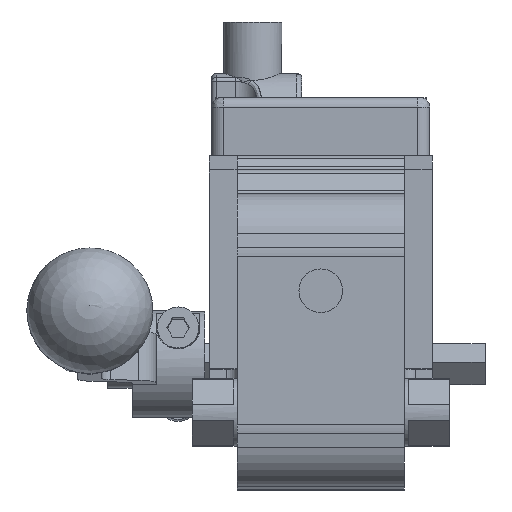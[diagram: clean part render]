
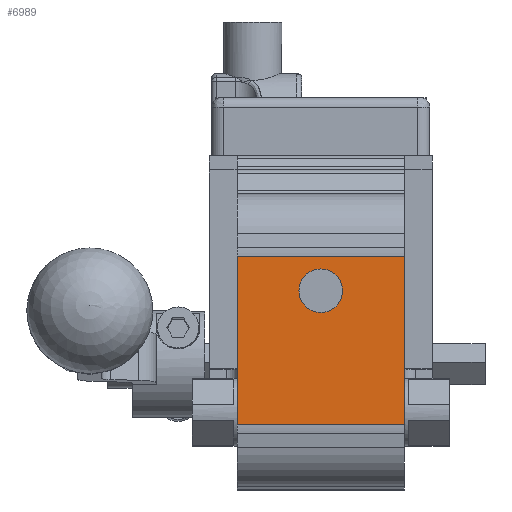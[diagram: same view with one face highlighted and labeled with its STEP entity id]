
A CAD part, top view. The second image highlights one B-rep face of the part: STEP entity #6989.
In plain terms, the highlighted planar face has unit normal (0, 0, 1).
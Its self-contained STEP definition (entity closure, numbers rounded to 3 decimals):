
#105=LINE('',#10215,#722);
#147=LINE('',#10335,#764);
#383=LINE('',#11162,#1000);
#384=LINE('',#11164,#1001);
#722=VECTOR('',#8058,34.829);
#764=VECTOR('',#8152,34.829);
#1000=VECTOR('',#9056,34.5);
#1001=VECTOR('',#9059,34.5);
#1429=PLANE('',#7607);
#1784=FACE_BOUND('',#2575,.T.);
#1785=FACE_BOUND('',#2576,.T.);
#2575=EDGE_LOOP('',(#5691));
#2576=EDGE_LOOP('',(#5692,#5693,#5694,#5695));
#2899=CIRCLE('',#7304,4.5);
#3210=VERTEX_POINT('',#10212);
#3211=VERTEX_POINT('',#10214);
#3262=VERTEX_POINT('',#10332);
#3263=VERTEX_POINT('',#10334);
#3302=VERTEX_POINT('',#10446);
#3880=EDGE_CURVE('',#3211,#3210,#105,.T.);
#3940=EDGE_CURVE('',#3263,#3262,#147,.T.);
#3993=EDGE_CURVE('',#3302,#3302,#2899,.T.);
#4312=EDGE_CURVE('',#3210,#3263,#383,.T.);
#4313=EDGE_CURVE('',#3211,#3262,#384,.T.);
#5691=ORIENTED_EDGE('',*,*,#3993,.T.);
#5692=ORIENTED_EDGE('',*,*,#3880,.T.);
#5693=ORIENTED_EDGE('',*,*,#4312,.T.);
#5694=ORIENTED_EDGE('',*,*,#3940,.T.);
#5695=ORIENTED_EDGE('',*,*,#4313,.F.);
#6989=ADVANCED_FACE('',(#1784,#1785),#1429,.T.);
#7304=AXIS2_PLACEMENT_3D('',#10447,#8256,#8257);
#7607=AXIS2_PLACEMENT_3D('',#11163,#9057,#9058);
#8058=DIRECTION('',(0.,-1.,0.));
#8152=DIRECTION('',(0.,1.,0.));
#8256=DIRECTION('center_axis',(0.,0.,-1.));
#8257=DIRECTION('ref_axis',(-1.,0.,0.));
#9056=DIRECTION('',(1.,0.,0.));
#9057=DIRECTION('center_axis',(0.,0.,1.));
#9058=DIRECTION('ref_axis',(0.,-1.,0.));
#9059=DIRECTION('',(1.,0.,0.));
#10212=CARTESIAN_POINT('',(-17.25,-2.664,36.5));
#10214=CARTESIAN_POINT('',(-17.25,32.164,36.5));
#10215=CARTESIAN_POINT('',(-17.25,16.082,36.5));
#10332=CARTESIAN_POINT('',(17.25,32.164,36.5));
#10334=CARTESIAN_POINT('',(17.25,-2.664,36.5));
#10335=CARTESIAN_POINT('',(17.25,16.082,36.5));
#10446=CARTESIAN_POINT('',(4.5,25.,36.5));
#10447=CARTESIAN_POINT('Origin',(0.,25.,36.5));
#11162=CARTESIAN_POINT('',(0.,-2.664,36.5));
#11163=CARTESIAN_POINT('Origin',(0.,32.164,36.5));
#11164=CARTESIAN_POINT('',(0.,32.164,36.5));
